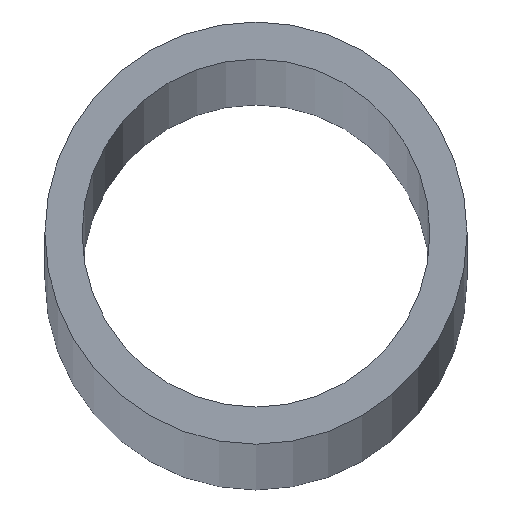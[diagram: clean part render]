
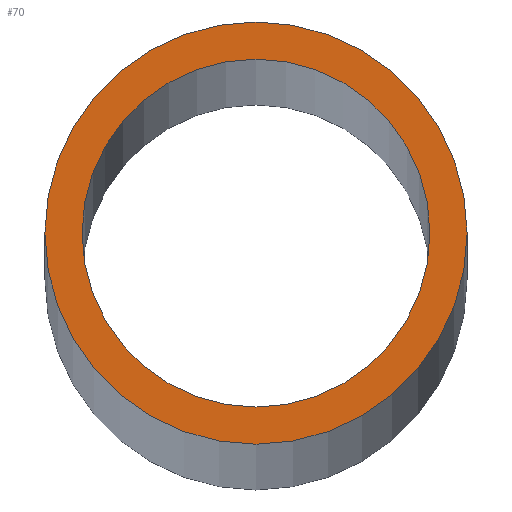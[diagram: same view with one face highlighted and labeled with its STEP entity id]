
A CAD part, top view. The second image highlights one B-rep face of the part: STEP entity #70.
In plain terms, the highlighted planar face has unit normal (0, 0, 1).
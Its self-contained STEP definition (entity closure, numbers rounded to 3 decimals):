
#5 = VERTEX_POINT ( 'NONE', #45 ) ;
#12 = EDGE_LOOP ( 'NONE', ( #52, #62 ) ) ;
#13 = DIRECTION ( 'NONE',  ( 1., 0., 0. ) ) ;
#14 = CIRCLE ( 'NONE', #166, 19.9 ) ;
#16 = CARTESIAN_POINT ( 'NONE',  ( -24.15, 0., 1500. ) ) ;
#25 = FACE_OUTER_BOUND ( 'NONE', #12, .T. ) ;
#33 = DIRECTION ( 'NONE',  ( 0., 0., 1. ) ) ;
#45 = CARTESIAN_POINT ( 'NONE',  ( 24.15, 0., 1500. ) ) ;
#52 = ORIENTED_EDGE ( 'NONE', *, *, #187, .T. ) ;
#55 = EDGE_CURVE ( 'NONE', #175, #139, #112, .T. ) ;
#61 = CARTESIAN_POINT ( 'NONE',  ( 0., 0., 1500. ) ) ;
#62 = ORIENTED_EDGE ( 'NONE', *, *, #208, .T. ) ;
#66 = DIRECTION ( 'NONE',  ( 0., 0., 1. ) ) ;
#70 = ADVANCED_FACE ( 'NONE', ( #25, #205 ), #99, .T. ) ;
#79 = DIRECTION ( 'NONE',  ( 1., 0., 0. ) ) ;
#85 = AXIS2_PLACEMENT_3D ( 'NONE', #61, #129, #215 ) ;
#97 = EDGE_LOOP ( 'NONE', ( #116, #221 ) ) ;
#99 = PLANE ( 'NONE',  #223 ) ;
#112 = CIRCLE ( 'NONE', #213, 19.9 ) ;
#116 = ORIENTED_EDGE ( 'NONE', *, *, #145, .F. ) ;
#117 = CARTESIAN_POINT ( 'NONE',  ( 0., 0., 1500. ) ) ;
#119 = DIRECTION ( 'NONE',  ( 1., 0., 0. ) ) ;
#122 = VERTEX_POINT ( 'NONE', #16 ) ;
#129 = DIRECTION ( 'NONE',  ( 0., 0., 1. ) ) ;
#139 = VERTEX_POINT ( 'NONE', #202 ) ;
#141 = CARTESIAN_POINT ( 'NONE',  ( 0., 0., 1500. ) ) ;
#144 = CARTESIAN_POINT ( 'NONE',  ( 0., 0., 1500. ) ) ;
#145 = EDGE_CURVE ( 'NONE', #139, #175, #14, .T. ) ;
#151 = CARTESIAN_POINT ( 'NONE',  ( 19.9, 0., 1500. ) ) ;
#165 = CARTESIAN_POINT ( 'NONE',  ( 0., 0., 1500. ) ) ;
#166 = AXIS2_PLACEMENT_3D ( 'NONE', #141, #33, #168 ) ;
#168 = DIRECTION ( 'NONE',  ( 1., 0., 0. ) ) ;
#175 = VERTEX_POINT ( 'NONE', #151 ) ;
#187 = EDGE_CURVE ( 'NONE', #122, #5, #248, .T. ) ;
#192 = DIRECTION ( 'NONE',  ( 0., 0., 1. ) ) ;
#202 = CARTESIAN_POINT ( 'NONE',  ( -19.9, 0., 1500. ) ) ;
#204 = AXIS2_PLACEMENT_3D ( 'NONE', #144, #192, #79 ) ;
#205 = FACE_BOUND ( 'NONE', #97, .T. ) ;
#208 = EDGE_CURVE ( 'NONE', #5, #122, #230, .T. ) ;
#213 = AXIS2_PLACEMENT_3D ( 'NONE', #117, #66, #13 ) ;
#215 = DIRECTION ( 'NONE',  ( 1., 0., 0. ) ) ;
#221 = ORIENTED_EDGE ( 'NONE', *, *, #55, .F. ) ;
#223 = AXIS2_PLACEMENT_3D ( 'NONE', #165, #245, #119 ) ;
#230 = CIRCLE ( 'NONE', #85, 24.15 ) ;
#245 = DIRECTION ( 'NONE',  ( 0., 0., 1. ) ) ;
#248 = CIRCLE ( 'NONE', #204, 24.15 ) ;
